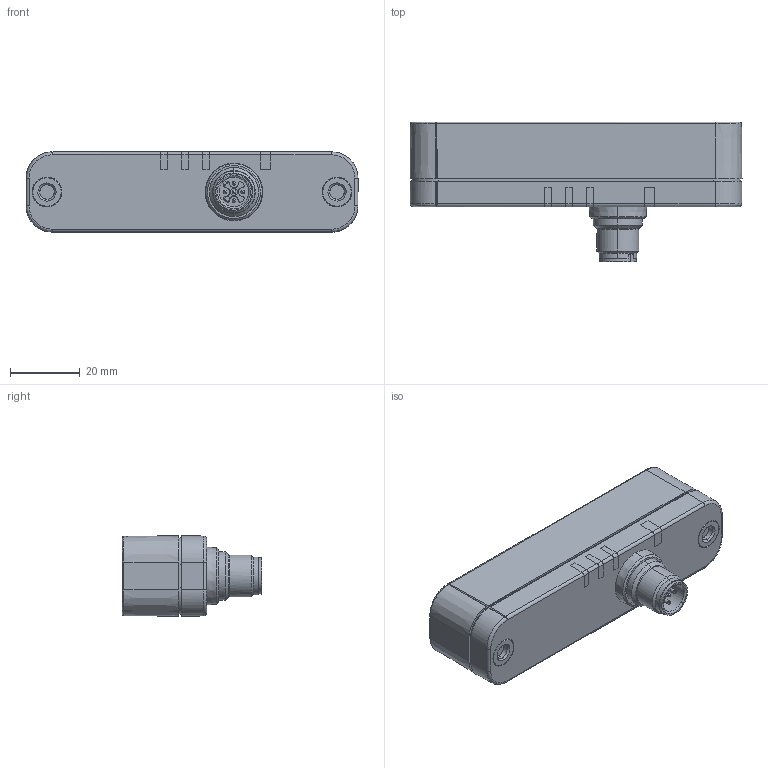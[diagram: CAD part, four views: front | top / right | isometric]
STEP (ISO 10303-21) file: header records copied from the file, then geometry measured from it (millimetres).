
FILE_DESCRIPTION (( 'STEP AP214' ), '1' );
FILE_NAME ('212000_LPS 4.0 80 IO 4-20mA.STEP', '2023-08-22T12:09:54', ( '' ), ( '' ), 'SwSTEP 2.0', 'SolidWorks 2021', '' );
FILE_SCHEMA (( 'AUTOMOTIVE_DESIGN' ));
Length unit declared in the file: millimetre
Products named in the file (1): 212000_LPS 4.0 80 IO 4-20mA
Bounding box: 95 x 40 x 23 mm (x, y, z)
Volume: 52462.7 mm3; surface area: 13576.1 mm2
Topology: 4 solids, 4 shells, 380 faces, 1079 edges, 692 vertices
Faces by surface type: plane 179, cylinder 126, cone 47, bspline 28
Entity records: 14453 total; most frequent: CARTESIAN_POINT 4949, ORIENTED_EDGE 2118, DIRECTION 1789, EDGE_CURVE 1059, VERTEX_POINT 692, VECTOR 599, LINE 599, AXIS2_PLACEMENT_3D 595
